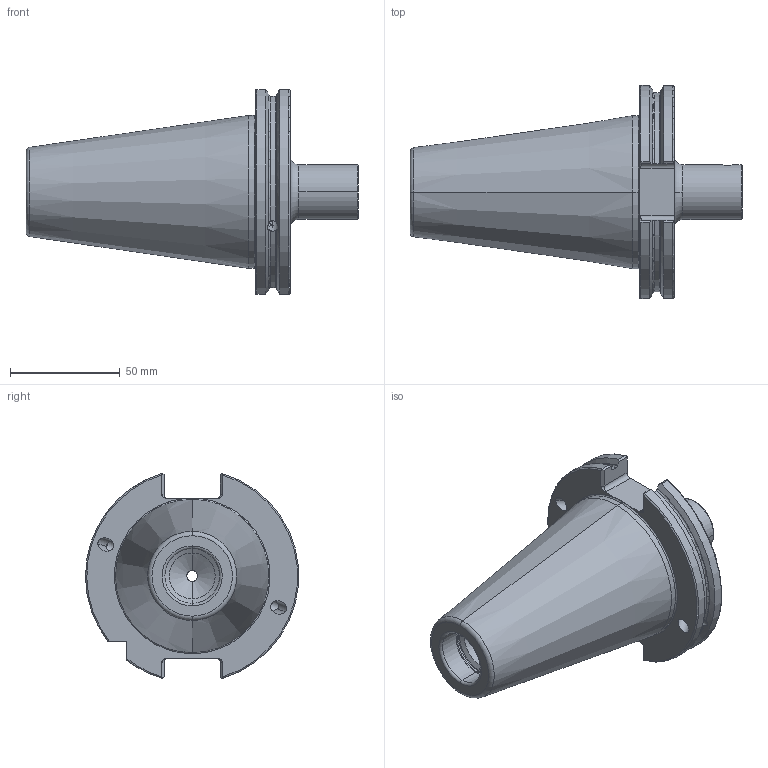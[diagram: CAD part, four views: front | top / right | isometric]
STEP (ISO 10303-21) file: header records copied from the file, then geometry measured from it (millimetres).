
FILE_DESCRIPTION (( 'STEP AP203' ), '1' );
FILE_NAME ('SB5-ST2.K01.050.STEP', '2016-02-12T09:22:42', ( 'SWIAdmin' ), ( 'Hewlett-Packard Company' ), 'SwSTEP 2.0', 'SolidWorks 2015', '' );
FILE_SCHEMA (( 'CONFIG_CONTROL_DESIGN' ));
Length unit declared in the file: millimetre
Products named in the file (2): SB5-ST2.K01.050_A_mit Bundk”lung; SB5-ST2.K01.050
Assembly tree (1 placements, depth 2):
  SB5-ST2.K01.050
    SB5-ST2.K01.050_A_mit Bundk”lung
Bounding box: 151.6 x 97.28 x 93.51 mm (x, y, z)
Volume: 349309.3 mm3; surface area: 45269.8 mm2
Topology: 1 solids, 1 shells, 155 faces, 421 edges, 262 vertices
Faces by surface type: cylinder 52, plane 42, torus 35, cone 22, bspline 4
Entity records: 5832 total; most frequent: CARTESIAN_POINT 1907, ORIENTED_EDGE 838, DIRECTION 740, EDGE_CURVE 419, AXIS2_PLACEMENT_3D 293, VERTEX_POINT 262, EDGE_LOOP 161, FACE_OUTER_BOUND 155
